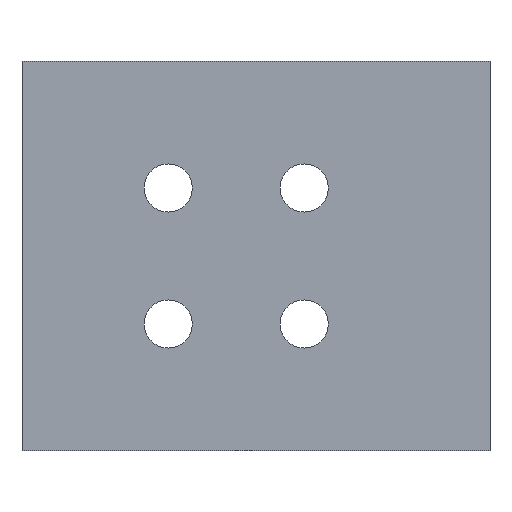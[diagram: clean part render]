
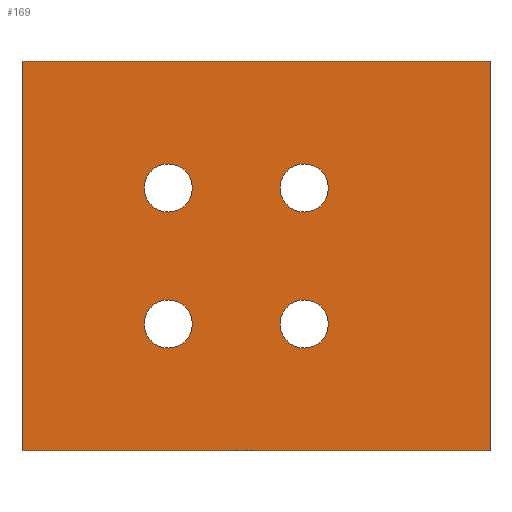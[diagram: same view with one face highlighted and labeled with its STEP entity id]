
A CAD part, front view. The second image highlights one B-rep face of the part: STEP entity #169.
In plain terms, the highlighted planar face has unit normal (0, -1, 0).
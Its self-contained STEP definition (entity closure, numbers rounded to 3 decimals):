
#101 = VERTEX_POINT( '', #267 );
#105 = VERTEX_POINT( '', #271 );
#109 = EDGE_CURVE( '', #145, #241, #276, .T. );
#119 = VERTEX_POINT( '', #286 );
#127 = EDGE_CURVE( '', #205, #101, #296, .T. );
#141 = VERTEX_POINT( '', #311 );
#145 = VERTEX_POINT( '', #315 );
#147 = EDGE_CURVE( '', #141, #151, #317, .T. );
#151 = VERTEX_POINT( '', #321 );
#155 = EDGE_CURVE( '', #223, #119, #325, .T. );
#169 = ADVANCED_FACE( '', ( #342, #343, #344, #345, #346 ), #347, .F. );
#173 = EDGE_CURVE( '', #119, #223, #351, .T. );
#185 = VERTEX_POINT( '', #369 );
#189 = EDGE_CURVE( '', #241, #141, #373, .T. );
#195 = VERTEX_POINT( '', #379 );
#203 = EDGE_CURVE( '', #101, #205, #388, .T. );
#205 = VERTEX_POINT( '', #390 );
#207 = EDGE_CURVE( '', #105, #195, #392, .T. );
#217 = VERTEX_POINT( '', #403 );
#219 = EDGE_CURVE( '', #195, #105, #405, .T. );
#223 = VERTEX_POINT( '', #409 );
#231 = EDGE_CURVE( '', #217, #185, #417, .T. );
#235 = EDGE_CURVE( '', #151, #145, #422, .T. );
#239 = EDGE_CURVE( '', #185, #217, #427, .T. );
#241 = VERTEX_POINT( '', #429 );
#267 = CARTESIAN_POINT( '', ( -11.25, 0., 12. ) );
#271 = CARTESIAN_POINT( '', ( 4.25, 0., -12. ) );
#276 = LINE( '', #458, #459 );
#286 = CARTESIAN_POINT( '', ( 12.75, 0., 12. ) );
#296 = CIRCLE( '', #488, 4.25 );
#311 = CARTESIAN_POINT( '', ( -41.3, 0., -34.4 ) );
#315 = CARTESIAN_POINT( '', ( 41.3, 0., 34.4 ) );
#317 = LINE( '', #515, #516 );
#321 = CARTESIAN_POINT( '', ( -41.3, 0., 34.4 ) );
#325 = CIRCLE( '', #525, 4.25 );
#342 = FACE_OUTER_BOUND( '', #543, .T. );
#343 = FACE_BOUND( '', #544, .T. );
#344 = FACE_BOUND( '', #545, .T. );
#345 = FACE_BOUND( '', #546, .T. );
#346 = FACE_BOUND( '', #547, .T. );
#347 = PLANE( '', #548 );
#351 = CIRCLE( '', #553, 4.25 );
#369 = CARTESIAN_POINT( '', ( -11.25, 0., -12. ) );
#373 = LINE( '', #581, #582 );
#379 = CARTESIAN_POINT( '', ( 12.75, 0., -12. ) );
#388 = CIRCLE( '', #604, 4.25 );
#390 = CARTESIAN_POINT( '', ( -19.75, 0., 12. ) );
#392 = CIRCLE( '', #609, 4.25 );
#403 = CARTESIAN_POINT( '', ( -19.75, 0., -12. ) );
#405 = CIRCLE( '', #626, 4.25 );
#409 = CARTESIAN_POINT( '', ( 4.25, 0., 12. ) );
#417 = CIRCLE( '', #642, 4.25 );
#422 = LINE( '', #648, #649 );
#427 = CIRCLE( '', #655, 4.25 );
#429 = CARTESIAN_POINT( '', ( 41.3, 0., -34.4 ) );
#458 = CARTESIAN_POINT( '', ( 41.3, 0., 34.4 ) );
#459 = VECTOR( '', #682, 1. );
#488 = AXIS2_PLACEMENT_3D( '', #703, #704, #705 );
#515 = CARTESIAN_POINT( '', ( -41.3, 0., -34.4 ) );
#516 = VECTOR( '', #719, 1. );
#525 = AXIS2_PLACEMENT_3D( '', #720, #721, #722 );
#543 = EDGE_LOOP( '', ( #750, #751, #752, #753 ) );
#544 = EDGE_LOOP( '', ( #754, #755 ) );
#545 = EDGE_LOOP( '', ( #756, #757 ) );
#546 = EDGE_LOOP( '', ( #758, #759 ) );
#547 = EDGE_LOOP( '', ( #760, #761 ) );
#548 = AXIS2_PLACEMENT_3D( '', #762, #763, #764 );
#553 = AXIS2_PLACEMENT_3D( '', #765, #766, #767 );
#581 = CARTESIAN_POINT( '', ( 41.3, 0., -34.4 ) );
#582 = VECTOR( '', #797, 1. );
#604 = AXIS2_PLACEMENT_3D( '', #809, #810, #811 );
#609 = AXIS2_PLACEMENT_3D( '', #812, #813, #814 );
#626 = AXIS2_PLACEMENT_3D( '', #832, #833, #834 );
#642 = AXIS2_PLACEMENT_3D( '', #839, #840, #841 );
#648 = CARTESIAN_POINT( '', ( -41.3, 0., 34.4 ) );
#649 = VECTOR( '', #850, 1. );
#655 = AXIS2_PLACEMENT_3D( '', #859, #860, #861 );
#682 = DIRECTION( '', ( 0., 0., -1. ) );
#703 = CARTESIAN_POINT( '', ( -15.5, 0., 12. ) );
#704 = DIRECTION( '', ( 0., 1., 0. ) );
#705 = DIRECTION( '', ( 1., 0., 0. ) );
#719 = DIRECTION( '', ( 0., 0., 1. ) );
#720 = CARTESIAN_POINT( '', ( 8.5, 0., 12. ) );
#721 = DIRECTION( '', ( 0., 1., 0. ) );
#722 = DIRECTION( '', ( 1., 0., 0. ) );
#750 = ORIENTED_EDGE( '', *, *, #235, .F. );
#751 = ORIENTED_EDGE( '', *, *, #147, .F. );
#752 = ORIENTED_EDGE( '', *, *, #189, .F. );
#753 = ORIENTED_EDGE( '', *, *, #109, .F. );
#754 = ORIENTED_EDGE( '', *, *, #219, .T. );
#755 = ORIENTED_EDGE( '', *, *, #207, .T. );
#756 = ORIENTED_EDGE( '', *, *, #173, .T. );
#757 = ORIENTED_EDGE( '', *, *, #155, .T. );
#758 = ORIENTED_EDGE( '', *, *, #203, .T. );
#759 = ORIENTED_EDGE( '', *, *, #127, .T. );
#760 = ORIENTED_EDGE( '', *, *, #239, .T. );
#761 = ORIENTED_EDGE( '', *, *, #231, .T. );
#762 = CARTESIAN_POINT( '', ( 0., 0., 0. ) );
#763 = DIRECTION( '', ( 0., 1., 0. ) );
#764 = DIRECTION( '', ( 0., 0., 1. ) );
#765 = CARTESIAN_POINT( '', ( 8.5, 0., 12. ) );
#766 = DIRECTION( '', ( 0., 1., 0. ) );
#767 = DIRECTION( '', ( 1., 0., 0. ) );
#797 = DIRECTION( '', ( -1., 0., 0. ) );
#809 = CARTESIAN_POINT( '', ( -15.5, 0., 12. ) );
#810 = DIRECTION( '', ( 0., 1., 0. ) );
#811 = DIRECTION( '', ( 1., 0., 0. ) );
#812 = CARTESIAN_POINT( '', ( 8.5, 0., -12. ) );
#813 = DIRECTION( '', ( 0., 1., 0. ) );
#814 = DIRECTION( '', ( 1., 0., 0. ) );
#832 = CARTESIAN_POINT( '', ( 8.5, 0., -12. ) );
#833 = DIRECTION( '', ( 0., 1., 0. ) );
#834 = DIRECTION( '', ( 1., 0., 0. ) );
#839 = CARTESIAN_POINT( '', ( -15.5, 0., -12. ) );
#840 = DIRECTION( '', ( 0., 1., 0. ) );
#841 = DIRECTION( '', ( 1., 0., 0. ) );
#850 = DIRECTION( '', ( 1., 0., 0. ) );
#859 = CARTESIAN_POINT( '', ( -15.5, 0., -12. ) );
#860 = DIRECTION( '', ( 0., 1., 0. ) );
#861 = DIRECTION( '', ( 1., 0., 0. ) );
